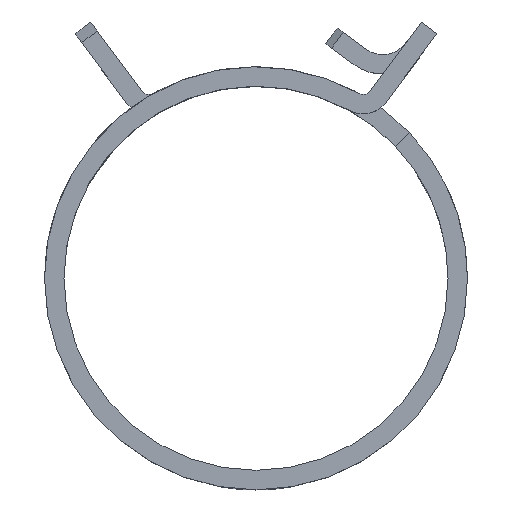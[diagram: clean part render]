
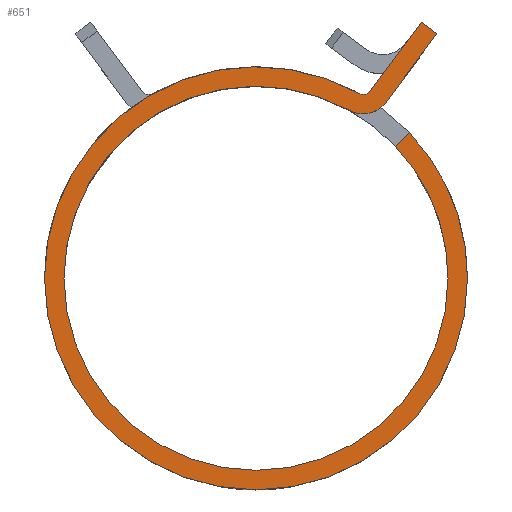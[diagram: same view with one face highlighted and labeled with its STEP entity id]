
A CAD part, top view. The second image highlights one B-rep face of the part: STEP entity #651.
In plain terms, the highlighted planar face has unit normal (0, 0, 1).
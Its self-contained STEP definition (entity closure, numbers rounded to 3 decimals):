
#1 = ORIENTED_EDGE ( 'NONE', *, *, #4075, .F. ) ;
#2 = FACE_OUTER_BOUND ( 'NONE', #4624, .T. ) ;
#22 = DIRECTION ( 'NONE',  ( 1., 0., 0. ) ) ;
#153 = VERTEX_POINT ( 'NONE', #2915 ) ;
#157 = DIRECTION ( 'NONE',  ( -1., 0., 0. ) ) ;
#195 = EDGE_CURVE ( 'NONE', #1969, #698, #519, .T. ) ;
#217 = ORIENTED_EDGE ( 'NONE', *, *, #4572, .T. ) ;
#259 = CARTESIAN_POINT ( 'NONE',  ( 11.051, 19.943, 6. ) ) ;
#371 = CARTESIAN_POINT ( 'NONE',  ( 22.8, 0., 6. ) ) ;
#402 = ORIENTED_EDGE ( 'NONE', *, *, #5160, .F. ) ;
#442 = VECTOR ( 'NONE', #800, 1000. ) ;
#519 = LINE ( 'NONE', #3331, #5018 ) ;
#574 = CARTESIAN_POINT ( 'NONE',  ( 10.034, 18.106, 6. ) ) ;
#621 = CARTESIAN_POINT ( 'NONE',  ( 19.5, 26.374, 6. ) ) ;
#631 = EDGE_CURVE ( 'NONE', #6084, #3640, #4130, .T. ) ;
#651 = ADVANCED_FACE ( 'NONE', ( #2 ), #4192, .T. ) ;
#698 = VERTEX_POINT ( 'NONE', #3351 ) ;
#800 = DIRECTION ( 'NONE',  ( -0.595, -0.804, 0. ) ) ;
#865 = VERTEX_POINT ( 'NONE', #3085 ) ;
#918 = DIRECTION ( 'NONE',  ( 0., 0., 1. ) ) ;
#1039 = EDGE_CURVE ( 'NONE', #5487, #1696, #4152, .T. ) ;
#1078 = CIRCLE ( 'NONE', #2767, 3.1 ) ;
#1101 = DIRECTION ( 'NONE',  ( 1., 0., 0. ) ) ;
#1113 = EDGE_CURVE ( 'NONE', #2832, #4456, #4442, .T. ) ;
#1128 = CARTESIAN_POINT ( 'NONE',  ( -20.7, 0., 6. ) ) ;
#1400 = CIRCLE ( 'NONE', #2215, 1. ) ;
#1405 = CARTESIAN_POINT ( 'NONE',  ( 0., 0., 6. ) ) ;
#1408 = AXIS2_PLACEMENT_3D ( 'NONE', #3452, #2011, #1101 ) ;
#1437 = EDGE_CURVE ( 'NONE', #865, #4456, #2027, .T. ) ;
#1482 = CARTESIAN_POINT ( 'NONE',  ( 0., 0., 6. ) ) ;
#1555 = CARTESIAN_POINT ( 'NONE',  ( 16.532, 15.701, 6. ) ) ;
#1653 = LINE ( 'NONE', #3704, #5428 ) ;
#1696 = VERTEX_POINT ( 'NONE', #2534 ) ;
#1732 = DIRECTION ( 'NONE',  ( 0., 0., 1. ) ) ;
#1744 = EDGE_CURVE ( 'NONE', #1696, #6084, #1078, .T. ) ;
#1846 = DIRECTION ( 'NONE',  ( 0., 0., 1. ) ) ;
#1940 = AXIS2_PLACEMENT_3D ( 'NONE', #2353, #4255, #6139 ) ;
#1969 = VERTEX_POINT ( 'NONE', #5272 ) ;
#2011 = DIRECTION ( 'NONE',  ( 0., 0., 1. ) ) ;
#2027 = LINE ( 'NONE', #3431, #3880 ) ;
#2215 = AXIS2_PLACEMENT_3D ( 'NONE', #5293, #2858, #22 ) ;
#2268 = CARTESIAN_POINT ( 'NONE',  ( 0., 0., 6. ) ) ;
#2317 = CIRCLE ( 'NONE', #3102, 20.7 ) ;
#2353 = CARTESIAN_POINT ( 'NONE',  ( 0., 0., 6. ) ) ;
#2502 = ORIENTED_EDGE ( 'NONE', *, *, #1039, .F. ) ;
#2534 = CARTESIAN_POINT ( 'NONE',  ( 14.029, 18.974, 6. ) ) ;
#2589 = AXIS2_PLACEMENT_3D ( 'NONE', #5546, #4708, #3678 ) ;
#2767 = AXIS2_PLACEMENT_3D ( 'NONE', #3856, #5833, #157 ) ;
#2799 = ORIENTED_EDGE ( 'NONE', *, *, #1437, .F. ) ;
#2832 = VERTEX_POINT ( 'NONE', #371 ) ;
#2858 = DIRECTION ( 'NONE',  ( 0., 0., -1. ) ) ;
#2915 = CARTESIAN_POINT ( 'NONE',  ( 20.7, 0., 6. ) ) ;
#2966 = CARTESIAN_POINT ( 'NONE',  ( 0., 0., 6. ) ) ;
#3008 = AXIS2_PLACEMENT_3D ( 'NONE', #1482, #918, #3799 ) ;
#3024 = AXIS2_PLACEMENT_3D ( 'NONE', #1405, #1846, #5178 ) ;
#3085 = CARTESIAN_POINT ( 'NONE',  ( 15.01, 14.255, 6. ) ) ;
#3102 = AXIS2_PLACEMENT_3D ( 'NONE', #2966, #4361, #5804 ) ;
#3263 = ORIENTED_EDGE ( 'NONE', *, *, #195, .T. ) ;
#3331 = CARTESIAN_POINT ( 'NONE',  ( 17.811, 27.623, 6. ) ) ;
#3351 = CARTESIAN_POINT ( 'NONE',  ( 12.34, 20.223, 6. ) ) ;
#3364 = DIRECTION ( 'NONE',  ( -0.595, -0.804, 0. ) ) ;
#3390 = VERTEX_POINT ( 'NONE', #4562 ) ;
#3431 = CARTESIAN_POINT ( 'NONE',  ( 15.01, 14.255, 6. ) ) ;
#3452 = CARTESIAN_POINT ( 'NONE',  ( 0., 0., 6. ) ) ;
#3515 = ORIENTED_EDGE ( 'NONE', *, *, #631, .F. ) ;
#3640 = VERTEX_POINT ( 'NONE', #1128 ) ;
#3678 = DIRECTION ( 'NONE',  ( 1., 0., 0. ) ) ;
#3704 = CARTESIAN_POINT ( 'NONE',  ( 17.811, 27.623, 6. ) ) ;
#3799 = DIRECTION ( 'NONE',  ( 1., 0., 0. ) ) ;
#3856 = CARTESIAN_POINT ( 'NONE',  ( 11.536, 20.817, 6. ) ) ;
#3880 = VECTOR ( 'NONE', #3932, 1000. ) ;
#3932 = DIRECTION ( 'NONE',  ( 0.725, 0.689, 0. ) ) ;
#4075 = EDGE_CURVE ( 'NONE', #153, #865, #4107, .T. ) ;
#4107 = CIRCLE ( 'NONE', #3008, 20.7 ) ;
#4130 = CIRCLE ( 'NONE', #3024, 20.7 ) ;
#4152 = LINE ( 'NONE', #4679, #442 ) ;
#4192 = PLANE ( 'NONE',  #1940 ) ;
#4255 = DIRECTION ( 'NONE',  ( 0., 0., 1. ) ) ;
#4314 = CIRCLE ( 'NONE', #1408, 22.8 ) ;
#4356 = EDGE_CURVE ( 'NONE', #698, #4561, #1400, .T. ) ;
#4361 = DIRECTION ( 'NONE',  ( 0., 0., 1. ) ) ;
#4364 = ORIENTED_EDGE ( 'NONE', *, *, #1744, .F. ) ;
#4442 = CIRCLE ( 'NONE', #2589, 22.8 ) ;
#4456 = VERTEX_POINT ( 'NONE', #1555 ) ;
#4521 = DIRECTION ( 'NONE',  ( 1., 0., 0. ) ) ;
#4561 = VERTEX_POINT ( 'NONE', #259 ) ;
#4562 = CARTESIAN_POINT ( 'NONE',  ( -22.8, 0., 6. ) ) ;
#4572 = EDGE_CURVE ( 'NONE', #3390, #2832, #5888, .T. ) ;
#4614 = ORIENTED_EDGE ( 'NONE', *, *, #5626, .F. ) ;
#4624 = EDGE_LOOP ( 'NONE', ( #5488, #217, #5777, #2799, #1, #402, #3515, #4364, #2502, #4614, #3263, #5896 ) ) ;
#4679 = CARTESIAN_POINT ( 'NONE',  ( 19.5, 26.374, 6. ) ) ;
#4708 = DIRECTION ( 'NONE',  ( 0., 0., 1. ) ) ;
#5018 = VECTOR ( 'NONE', #3364, 1000. ) ;
#5053 = EDGE_CURVE ( 'NONE', #4561, #3390, #4314, .T. ) ;
#5160 = EDGE_CURVE ( 'NONE', #3640, #153, #2317, .T. ) ;
#5178 = DIRECTION ( 'NONE',  ( 1., 0., 0. ) ) ;
#5272 = CARTESIAN_POINT ( 'NONE',  ( 17.811, 27.623, 6. ) ) ;
#5293 = CARTESIAN_POINT ( 'NONE',  ( 11.536, 20.817, 6. ) ) ;
#5428 = VECTOR ( 'NONE', #5595, 1000. ) ;
#5487 = VERTEX_POINT ( 'NONE', #621 ) ;
#5488 = ORIENTED_EDGE ( 'NONE', *, *, #5053, .T. ) ;
#5546 = CARTESIAN_POINT ( 'NONE',  ( 0., 0., 6. ) ) ;
#5595 = DIRECTION ( 'NONE',  ( 0.804, -0.595, 0. ) ) ;
#5626 = EDGE_CURVE ( 'NONE', #1969, #5487, #1653, .T. ) ;
#5777 = ORIENTED_EDGE ( 'NONE', *, *, #1113, .T. ) ;
#5790 = AXIS2_PLACEMENT_3D ( 'NONE', #2268, #1732, #4521 ) ;
#5804 = DIRECTION ( 'NONE',  ( 1., 0., 0. ) ) ;
#5833 = DIRECTION ( 'NONE',  ( 0., 0., -1. ) ) ;
#5888 = CIRCLE ( 'NONE', #5790, 22.8 ) ;
#5896 = ORIENTED_EDGE ( 'NONE', *, *, #4356, .T. ) ;
#6084 = VERTEX_POINT ( 'NONE', #574 ) ;
#6139 = DIRECTION ( 'NONE',  ( 1., 0., 0. ) ) ;
